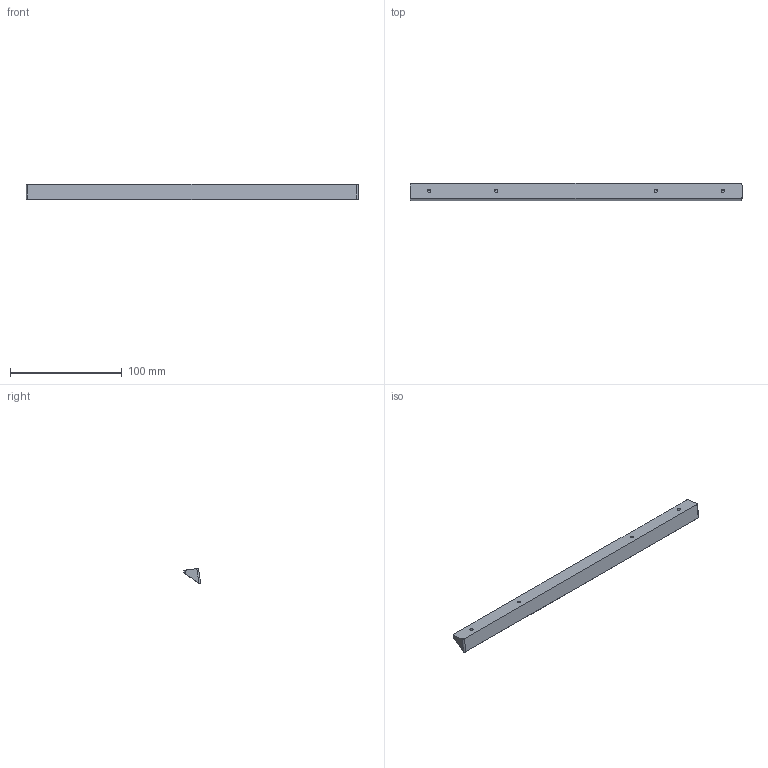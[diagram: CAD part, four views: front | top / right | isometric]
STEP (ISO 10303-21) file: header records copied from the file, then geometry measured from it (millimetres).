
FILE_DESCRIPTION(/* description */ (''),/* implementation_level */ '2;1');
FILE_NAME(/* name */ 'No1A_Toblerone.step',/* time_stamp */ '2025-04-03T22:14:10-04:00',/* author */ (''),/* organization */ (''),/* preprocessor_version */ 'ST-DEVELOPER v20.1',/* originating_system */ 'Autodesk Translation Framework v14.4.0.0',/* authorisation */ '');
FILE_SCHEMA (('AUTOMOTIVE_DESIGN { 1 0 10303 214 3 1 1 }'));
Length unit declared in the file: millimetre
Products named in the file (2): ICM No.1/A; Component12
Assembly tree (1 placements, depth 2):
  ICM No.1/A
    Component12
Bounding box: 296.88 x 15.39 x 13.68 mm (x, y, z)
Volume: 33953.2 mm3; surface area: 14434.8 mm2
Topology: 1 solids, 1 shells, 32 faces, 66 edges, 40 vertices
Faces by surface type: plane 15, cylinder 9, cone 4, bspline 4
Full cylindrical faces by diameter (mm): 3 x4
Entity records: 955 total; most frequent: CARTESIAN_POINT 237, DIRECTION 140, ORIENTED_EDGE 132, EDGE_CURVE 66, AXIS2_PLACEMENT_3D 51, VERTEX_POINT 40, LINE 38, VECTOR 38
